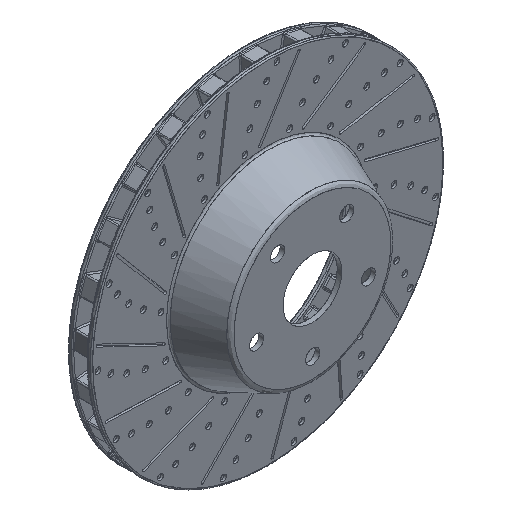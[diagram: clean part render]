
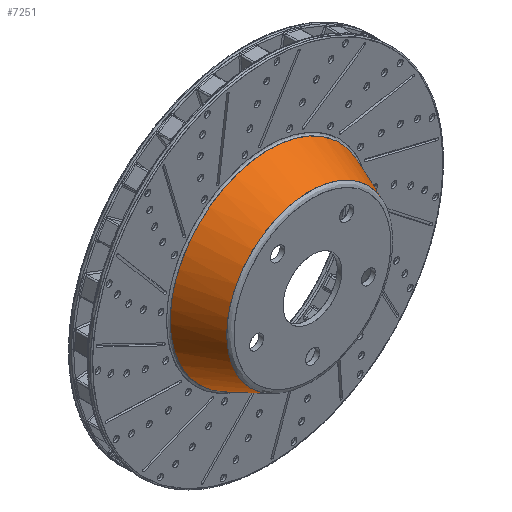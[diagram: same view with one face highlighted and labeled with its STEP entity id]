
A CAD part, isometric view. The second image highlights one B-rep face of the part: STEP entity #7251.
In plain terms, the highlighted free-form (B-spline) face has degree [1, 3] with [2, 7] control points.
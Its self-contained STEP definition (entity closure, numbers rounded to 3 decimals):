
#7251 = ADVANCED_FACE('',(#7252),#7310,.T.);
#7252 = FACE_BOUND('',#7253,.T.);
#7253 = EDGE_LOOP('',(#7254,#7268,#7275,#7287,#7296,#7303));
#7254 = ORIENTED_EDGE('',*,*,#7255,.T.);
#7255 = EDGE_CURVE('',#7256,#7258,#7260,.T.);
#7256 = VERTEX_POINT('',#7257);
#7257 = CARTESIAN_POINT('',(0.,-47.643,-84.863));
#7258 = VERTEX_POINT('',#7259);
#7259 = CARTESIAN_POINT('',(84.863,-47.643,
    0.));
#7260 = ( BOUNDED_CURVE() B_SPLINE_CURVE(3,(#7261,#7262,#7263,#7264,
#7265,#7266,#7267),.UNSPECIFIED.,.F.,.F.) B_SPLINE_CURVE_WITH_KNOTS((4,3
,4),(0.,0.333,1.),.UNSPECIFIED.) CURVE() 
GEOMETRIC_REPRESENTATION_ITEM() RATIONAL_B_SPLINE_CURVE((0.5,0.5,
    0.667,1.,0.333,0.333,1.)) 
REPRESENTATION_ITEM('') );
#7261 = CARTESIAN_POINT('',(0.,-47.643,-84.863));
#7262 = CARTESIAN_POINT('',(-56.576,-47.643,
    -84.863));
#7263 = CARTESIAN_POINT('',(-84.863,-47.643,
    -42.432));
#7264 = CARTESIAN_POINT('',(-84.863,-47.643,
    0.));
#7265 = CARTESIAN_POINT('',(-84.863,-47.643,
    169.727));
#7266 = CARTESIAN_POINT('',(84.863,-47.643,
    169.727));
#7267 = CARTESIAN_POINT('',(84.863,-47.643,
    0.));
#7268 = ORIENTED_EDGE('',*,*,#7269,.T.);
#7269 = EDGE_CURVE('',#7258,#7270,#7272,.T.);
#7270 = VERTEX_POINT('',#7271);
#7271 = CARTESIAN_POINT('',(101.554,-6.334,
    0.));
#7272 = B_SPLINE_CURVE_WITH_KNOTS('',1,(#7273,#7274),.UNSPECIFIED.,.F.,
  .F.,(2,2),(0.,36.937),.PIECEWISE_BEZIER_KNOTS.);
#7273 = CARTESIAN_POINT('',(84.863,-47.643,
    0.));
#7274 = CARTESIAN_POINT('',(101.554,-6.334,
    0.));
#7275 = ORIENTED_EDGE('',*,*,#7276,.T.);
#7276 = EDGE_CURVE('',#7270,#7277,#7279,.T.);
#7277 = VERTEX_POINT('',#7278);
#7278 = CARTESIAN_POINT('',(0.,-6.334,-101.554));
#7279 = ( BOUNDED_CURVE() B_SPLINE_CURVE(3,(#7280,#7281,#7282,#7283,
#7284,#7285,#7286),.UNSPECIFIED.,.F.,.F.) B_SPLINE_CURVE_WITH_KNOTS((4,3
,4),(0.,0.667,1.),.UNSPECIFIED.) CURVE() 
GEOMETRIC_REPRESENTATION_ITEM() RATIONAL_B_SPLINE_CURVE((1.,
    0.333,0.333,1.,0.667,0.5,0.5)) 
REPRESENTATION_ITEM('') );
#7280 = CARTESIAN_POINT('',(101.554,-6.334,
    0.));
#7281 = CARTESIAN_POINT('',(101.554,-6.334,
    203.107));
#7282 = CARTESIAN_POINT('',(-101.554,-6.334,
    203.107));
#7283 = CARTESIAN_POINT('',(-101.554,-6.334,
    0.));
#7284 = CARTESIAN_POINT('',(-101.554,-6.334,
    -50.777));
#7285 = CARTESIAN_POINT('',(-67.702,-6.334,
    -101.554));
#7286 = CARTESIAN_POINT('',(0.,-6.334,-101.554));
#7287 = ORIENTED_EDGE('',*,*,#7288,.T.);
#7288 = EDGE_CURVE('',#7277,#7289,#7291,.T.);
#7289 = VERTEX_POINT('',#7290);
#7290 = CARTESIAN_POINT('',(101.554,-6.334,
    0.));
#7291 = ( BOUNDED_CURVE() B_SPLINE_CURVE(3,(#7292,#7293,#7294,#7295),
.UNSPECIFIED.,.F.,.F.) B_SPLINE_CURVE_WITH_KNOTS((4,4),(0.,1.),
.PIECEWISE_BEZIER_KNOTS.) CURVE() GEOMETRIC_REPRESENTATION_ITEM() 
RATIONAL_B_SPLINE_CURVE((0.5,0.5,0.667,1.)) REPRESENTATION_ITEM
('') );
#7292 = CARTESIAN_POINT('',(0.,-6.334,-101.554));
#7293 = CARTESIAN_POINT('',(67.702,-6.334,
    -101.554));
#7294 = CARTESIAN_POINT('',(101.554,-6.334,
    -50.777));
#7295 = CARTESIAN_POINT('',(101.554,-6.334,
    0.));
#7296 = ORIENTED_EDGE('',*,*,#7297,.T.);
#7297 = EDGE_CURVE('',#7289,#7298,#7300,.T.);
#7298 = VERTEX_POINT('',#7299);
#7299 = CARTESIAN_POINT('',(84.863,-47.643,
    0.));
#7300 = B_SPLINE_CURVE_WITH_KNOTS('',1,(#7301,#7302),.UNSPECIFIED.,.F.,
  .F.,(2,2),(0.,36.937),.PIECEWISE_BEZIER_KNOTS.);
#7301 = CARTESIAN_POINT('',(101.554,-6.334,
    0.));
#7302 = CARTESIAN_POINT('',(84.863,-47.643,
    0.));
#7303 = ORIENTED_EDGE('',*,*,#7304,.T.);
#7304 = EDGE_CURVE('',#7298,#7256,#7305,.T.);
#7305 = ( BOUNDED_CURVE() B_SPLINE_CURVE(3,(#7306,#7307,#7308,#7309),
.UNSPECIFIED.,.F.,.F.) B_SPLINE_CURVE_WITH_KNOTS((4,4),(0.,1.),
.PIECEWISE_BEZIER_KNOTS.) CURVE() GEOMETRIC_REPRESENTATION_ITEM() 
RATIONAL_B_SPLINE_CURVE((1.,0.667,0.5,0.5)) REPRESENTATION_ITEM
('') );
#7306 = CARTESIAN_POINT('',(84.863,-47.643,
    0.));
#7307 = CARTESIAN_POINT('',(84.863,-47.643,
    -42.432));
#7308 = CARTESIAN_POINT('',(56.576,-47.643,
    -84.863));
#7309 = CARTESIAN_POINT('',(0.,-47.643,-84.863));
#7310 = ( BOUNDED_SURFACE() B_SPLINE_SURFACE(1,3,(
    (#7311,#7312,#7313,#7314,#7315,#7316,#7317)
    ,(#7318,#7319,#7320,#7321,#7322,#7323,#7324
)),.UNSPECIFIED.,.F.,.T.,.F.) B_SPLINE_SURFACE_WITH_KNOTS((2,2),(4,3,4),
  (0.,1.),(0.,0.5,1.),.PIECEWISE_BEZIER_KNOTS.) 
GEOMETRIC_REPRESENTATION_ITEM() RATIONAL_B_SPLINE_SURFACE((
    (1.,0.333,0.333,1.,0.333,0.333
      ,1.)
    ,(1.,0.333,0.333,1.,0.333,0.333
,1.))) REPRESENTATION_ITEM('') SURFACE() );
#7311 = CARTESIAN_POINT('',(101.554,-6.334,
    0.));
#7312 = CARTESIAN_POINT('',(101.554,-6.334,
    -203.107));
#7313 = CARTESIAN_POINT('',(-101.554,-6.334,
    -203.107));
#7314 = CARTESIAN_POINT('',(-101.554,-6.334,
    0.));
#7315 = CARTESIAN_POINT('',(-101.554,-6.334,
    203.107));
#7316 = CARTESIAN_POINT('',(101.554,-6.334,
    203.107));
#7317 = CARTESIAN_POINT('',(101.554,-6.334,
    0.));
#7318 = CARTESIAN_POINT('',(84.863,-47.643,
    0.));
#7319 = CARTESIAN_POINT('',(84.863,-47.643,
    -169.727));
#7320 = CARTESIAN_POINT('',(-84.863,-47.643,
    -169.727));
#7321 = CARTESIAN_POINT('',(-84.863,-47.643,
    0.));
#7322 = CARTESIAN_POINT('',(-84.863,-47.643,
    169.727));
#7323 = CARTESIAN_POINT('',(84.863,-47.643,
    169.727));
#7324 = CARTESIAN_POINT('',(84.863,-47.643,
    0.));
